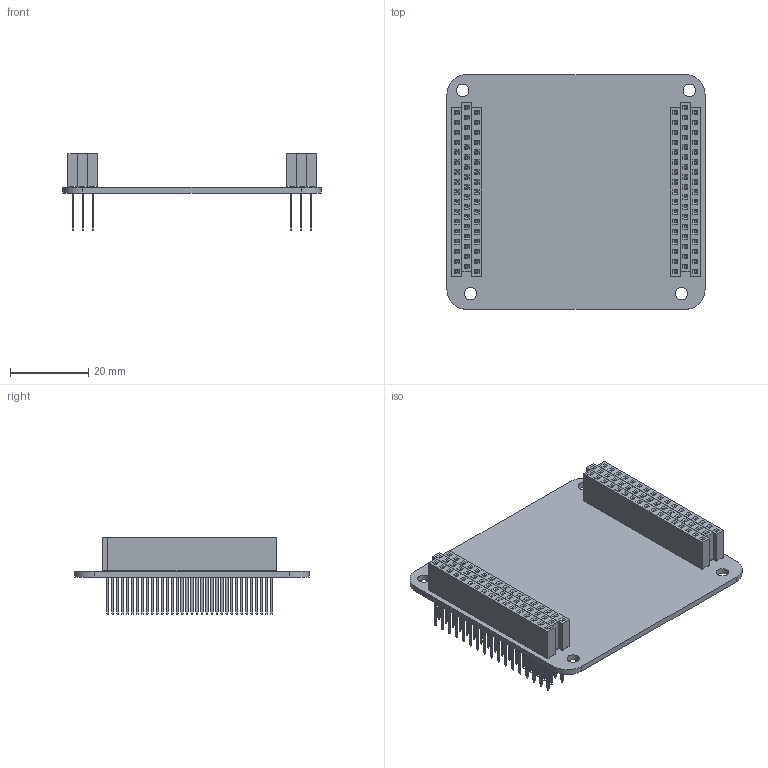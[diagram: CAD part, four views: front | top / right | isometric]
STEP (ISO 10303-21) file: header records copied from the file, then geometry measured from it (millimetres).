
FILE_DESCRIPTION(('KiCad electronic assembly'),'2;1');
FILE_NAME('Main_Stack_Dummy.step','2025-11-04T11:30:43',('Pcbnew'),( 'Kicad'),'Open CASCADE STEP processor 7.6','KiCad to STEP converter' ,'Unknown');
FILE_SCHEMA(('AUTOMOTIVE_DESIGN { 1 0 10303 214 1 1 1 1 }'));
Length unit declared in the file: millimetre
Products named in the file (3): Main_Stack_Dummy 1; StackingHeader_2.54mm_1x17; MainFlightComputer_PCB
Assembly tree (7 placements, depth 2):
  Main_Stack_Dummy 1
    StackingHeader_2.54mm_1x17  x6
    MainFlightComputer_PCB
Bounding box: 66 x 60 x 19.6 mm (x, y, z)
Volume: 11142.9 mm3; surface area: 18449.2 mm2
Topology: 7 solids, 7 shells, 2624 faces, 6810 edges, 4404 vertices
Faces by surface type: plane 2514, cylinder 110
Full cylindrical faces by diameter (mm): 1 x102, 3.2 x4
Entity records: 16877 total; most frequent: CARTESIAN_POINT 2886, ORIENTED_EDGE 2840, DIRECTION 2724, EDGE_CURVE 1420, LINE 1200, VECTOR 1200, VERTEX_POINT 924, FACE_BOUND 780
